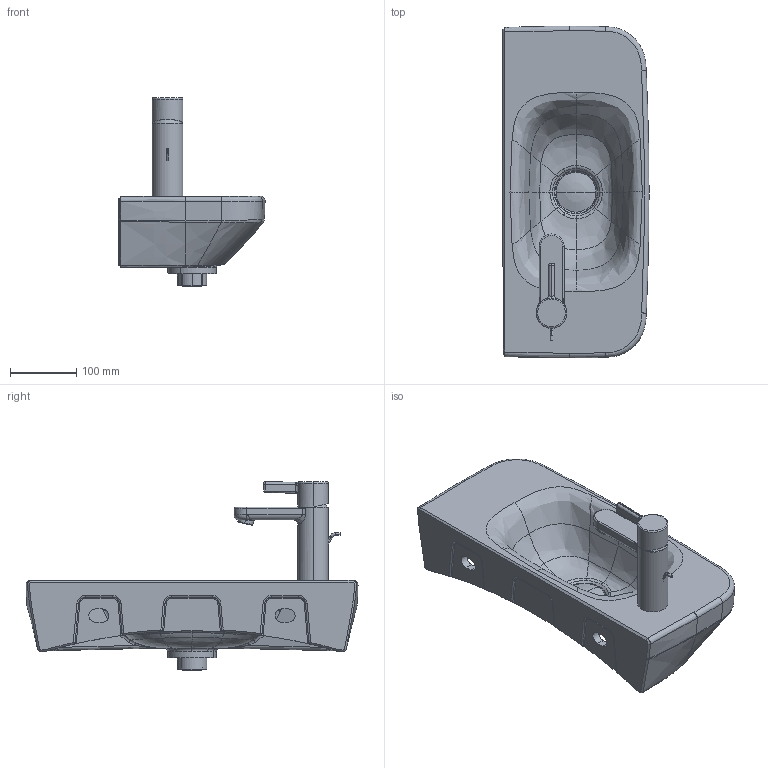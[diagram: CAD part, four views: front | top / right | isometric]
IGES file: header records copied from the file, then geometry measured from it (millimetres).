
Global section: file name: No Iges File Name specified; native system: Autodesk Inventor 2011; preprocessor: AutoDesk Inventor Iges Exporter R2011; author: Administrator; date: 20131010.085821; units: millimetre
Bounding box: 219.76 x 499.37 x 284.18 mm (x, y, z)
Volume: 5092411.2 mm3; surface area: 486438.8 mm2
Topology: 7 solids, 7 shells, 477 faces, 1186 edges, 726 vertices
Faces by surface type: bspline 255, plane 76, revolution 64, cylinder 52, torus 20, cone 8, sphere 2
